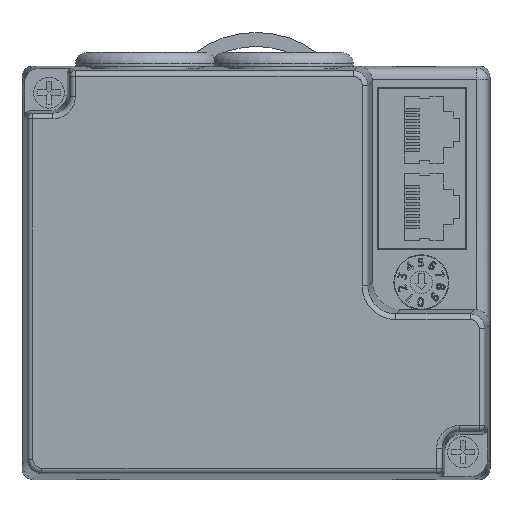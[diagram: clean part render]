
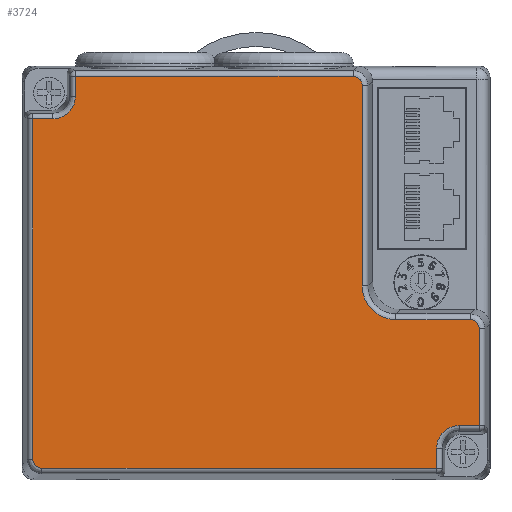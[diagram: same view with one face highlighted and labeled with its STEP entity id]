
A CAD part, top view. The second image highlights one B-rep face of the part: STEP entity #3724.
In plain terms, the highlighted planar face has unit normal (0, 0, 1).
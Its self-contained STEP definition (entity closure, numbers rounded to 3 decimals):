
#1014=B_SPLINE_CURVE_WITH_KNOTS('',3,(#55764,#55765,#55766,#55767),
 .UNSPECIFIED.,.F.,.F.,(4,4),(0.,1.),.UNSPECIFIED.);
#1015=B_SPLINE_CURVE_WITH_KNOTS('',3,(#55775,#55776,#55777,#55778),
 .UNSPECIFIED.,.F.,.F.,(4,4),(0.,1.),.UNSPECIFIED.);
#1016=B_SPLINE_CURVE_WITH_KNOTS('',3,(#55790,#55791,#55792,#55793),
 .UNSPECIFIED.,.F.,.F.,(4,4),(0.,1.),.UNSPECIFIED.);
#1113=ELLIPSE('',#30088,4.003,4.);
#1114=ELLIPSE('',#30089,6.004,6.);
#1115=ELLIPSE('',#30090,4.003,4.);
#2233=FACE_OUTER_BOUND('',#7849,.T.);
#3724=ADVANCED_FACE('',(#2233),#4893,.T.);
#4893=PLANE('',#30091);
#7849=EDGE_LOOP('',(#14936,#14937,#14938,#14939,#14940,#14941,#14942,#14943,
#14944,#14945,#14946,#14947,#14948,#14949,#14950,#14951));
#14936=ORIENTED_EDGE('',*,*,#22141,.T.);
#14937=ORIENTED_EDGE('',*,*,#22142,.T.);
#14938=ORIENTED_EDGE('',*,*,#22143,.T.);
#14939=ORIENTED_EDGE('',*,*,#22144,.T.);
#14940=ORIENTED_EDGE('',*,*,#22145,.T.);
#14941=ORIENTED_EDGE('',*,*,#22146,.T.);
#14942=ORIENTED_EDGE('',*,*,#22147,.T.);
#14943=ORIENTED_EDGE('',*,*,#22148,.T.);
#14944=ORIENTED_EDGE('',*,*,#22149,.T.);
#14945=ORIENTED_EDGE('',*,*,#22150,.T.);
#14946=ORIENTED_EDGE('',*,*,#22151,.T.);
#14947=ORIENTED_EDGE('',*,*,#22152,.T.);
#14948=ORIENTED_EDGE('',*,*,#22153,.T.);
#14949=ORIENTED_EDGE('',*,*,#22154,.T.);
#14950=ORIENTED_EDGE('',*,*,#22155,.T.);
#14951=ORIENTED_EDGE('',*,*,#22156,.T.);
#18384=VERTEX_POINT('',#55754);
#18385=VERTEX_POINT('',#55755);
#18386=VERTEX_POINT('',#55757);
#18387=VERTEX_POINT('',#55759);
#18388=VERTEX_POINT('',#55761);
#18389=VERTEX_POINT('',#55763);
#18390=VERTEX_POINT('',#55768);
#18391=VERTEX_POINT('',#55770);
#18392=VERTEX_POINT('',#55772);
#18393=VERTEX_POINT('',#55774);
#18394=VERTEX_POINT('',#55779);
#18395=VERTEX_POINT('',#55781);
#18396=VERTEX_POINT('',#55783);
#18397=VERTEX_POINT('',#55785);
#18398=VERTEX_POINT('',#55787);
#18399=VERTEX_POINT('',#55789);
#22141=EDGE_CURVE('',#18384,#18385,#25187,.T.);
#22142=EDGE_CURVE('',#18385,#18386,#25188,.T.);
#22143=EDGE_CURVE('',#18386,#18387,#1113,.T.);
#22144=EDGE_CURVE('',#18387,#18388,#25189,.T.);
#22145=EDGE_CURVE('',#18388,#18389,#25190,.T.);
#22146=EDGE_CURVE('',#18389,#18390,#1014,.T.);
#22147=EDGE_CURVE('',#18390,#18391,#25191,.T.);
#22148=EDGE_CURVE('',#18391,#18392,#1114,.T.);
#22149=EDGE_CURVE('',#18392,#18393,#25192,.T.);
#22150=EDGE_CURVE('',#18393,#18394,#1015,.T.);
#22151=EDGE_CURVE('',#18394,#18395,#25193,.T.);
#22152=EDGE_CURVE('',#18395,#18396,#25194,.T.);
#22153=EDGE_CURVE('',#18396,#18397,#1115,.T.);
#22154=EDGE_CURVE('',#18397,#18398,#25195,.T.);
#22155=EDGE_CURVE('',#18398,#18399,#25196,.T.);
#22156=EDGE_CURVE('',#18399,#18384,#1016,.T.);
#25187=LINE('',#55753,#28119);
#25188=LINE('',#55756,#28120);
#25189=LINE('',#55760,#28121);
#25190=LINE('',#55762,#28122);
#25191=LINE('',#55769,#28123);
#25192=LINE('',#55773,#28124);
#25193=LINE('',#55780,#28125);
#25194=LINE('',#55782,#28126);
#25195=LINE('',#55786,#28127);
#25196=LINE('',#55788,#28128);
#28119=VECTOR('',#36482,1.);
#28120=VECTOR('',#36483,1.);
#28121=VECTOR('',#36486,1.);
#28122=VECTOR('',#36487,1.);
#28123=VECTOR('',#36488,1.);
#28124=VECTOR('',#36491,1.);
#28125=VECTOR('',#36492,1.);
#28126=VECTOR('',#36493,1.);
#28127=VECTOR('',#36496,1.);
#28128=VECTOR('',#36497,1.);
#30088=AXIS2_PLACEMENT_3D('',#55758,#36484,#36485);
#30089=AXIS2_PLACEMENT_3D('',#55771,#36489,#36490);
#30090=AXIS2_PLACEMENT_3D('',#55784,#36494,#36495);
#30091=AXIS2_PLACEMENT_3D('',#55794,#36498,#36499);
#36482=DIRECTION('',(1.,0.,0.));
#36483=DIRECTION('',(0.,1.,0.));
#36484=DIRECTION('',(0.,0.,-1.));
#36485=DIRECTION('',(-0.707,0.707,0.));
#36486=DIRECTION('',(1.,0.,0.));
#36487=DIRECTION('',(0.,1.,0.));
#36488=DIRECTION('',(-1.,0.,0.));
#36489=DIRECTION('',(0.,0.,-1.));
#36490=DIRECTION('',(-0.707,-0.707,0.));
#36491=DIRECTION('',(0.,1.,0.));
#36492=DIRECTION('',(-1.,0.,0.));
#36493=DIRECTION('',(0.,-1.,0.));
#36494=DIRECTION('',(0.,0.,-1.));
#36495=DIRECTION('',(0.707,-0.707,0.));
#36496=DIRECTION('',(-1.,0.,0.));
#36497=DIRECTION('',(0.,-1.,0.));
#36498=DIRECTION('',(0.,0.,1.));
#36499=DIRECTION('',(1.,0.,0.));
#55753=CARTESIAN_POINT('',(-916.994,5.77,-5.52));
#55754=CARTESIAN_POINT('',(-934.69,5.77,-5.52));
#55755=CARTESIAN_POINT('',(-864.304,5.77,-5.52));
#55756=CARTESIAN_POINT('',(-864.304,39.686,-5.52));
#55757=CARTESIAN_POINT('',(-864.304,9.348,-5.52));
#55758=CARTESIAN_POINT('',(-860.303,9.345,-5.52));
#55759=CARTESIAN_POINT('',(-860.305,13.347,-5.52));
#55760=CARTESIAN_POINT('',(-916.994,13.347,-5.52));
#55761=CARTESIAN_POINT('',(-856.732,13.347,-5.52));
#55762=CARTESIAN_POINT('',(-856.732,39.686,-5.52));
#55763=CARTESIAN_POINT('',(-856.732,30.658,-5.52));
#55764=CARTESIAN_POINT('',(-856.732,30.658,-5.52));
#55765=CARTESIAN_POINT('',(-856.733,31.507,-5.52));
#55766=CARTESIAN_POINT('',(-857.481,32.257,-5.52));
#55767=CARTESIAN_POINT('',(-858.332,32.257,-5.52));
#55768=CARTESIAN_POINT('',(-858.332,32.257,-5.52));
#55769=CARTESIAN_POINT('',(-916.994,32.257,-5.52));
#55770=CARTESIAN_POINT('',(-871.579,32.257,-5.52));
#55771=CARTESIAN_POINT('',(-871.574,38.259,-5.52));
#55772=CARTESIAN_POINT('',(-877.576,38.255,-5.52));
#55773=CARTESIAN_POINT('',(-877.576,39.686,-5.52));
#55774=CARTESIAN_POINT('',(-877.576,74.002,-5.52));
#55775=CARTESIAN_POINT('',(-877.576,74.002,-5.52));
#55776=CARTESIAN_POINT('',(-877.577,74.852,-5.52));
#55777=CARTESIAN_POINT('',(-878.325,75.601,-5.52));
#55778=CARTESIAN_POINT('',(-879.176,75.602,-5.52));
#55779=CARTESIAN_POINT('',(-879.176,75.602,-5.52));
#55780=CARTESIAN_POINT('',(-916.994,75.602,-5.52));
#55781=CARTESIAN_POINT('',(-928.717,75.602,-5.52));
#55782=CARTESIAN_POINT('',(-928.717,39.686,-5.52));
#55783=CARTESIAN_POINT('',(-928.717,72.023,-5.52));
#55784=CARTESIAN_POINT('',(-932.719,72.026,-5.52));
#55785=CARTESIAN_POINT('',(-932.716,68.025,-5.52));
#55786=CARTESIAN_POINT('',(-916.994,68.025,-5.52));
#55787=CARTESIAN_POINT('',(-936.289,68.025,-5.52));
#55788=CARTESIAN_POINT('',(-936.289,39.686,-5.52));
#55789=CARTESIAN_POINT('',(-936.289,7.369,-5.52));
#55790=CARTESIAN_POINT('',(-936.289,7.369,-5.52));
#55791=CARTESIAN_POINT('',(-936.289,6.52,-5.52));
#55792=CARTESIAN_POINT('',(-935.541,5.77,-5.52));
#55793=CARTESIAN_POINT('',(-934.69,5.77,-5.52));
#55794=CARTESIAN_POINT('',(-916.994,39.686,-5.52));
